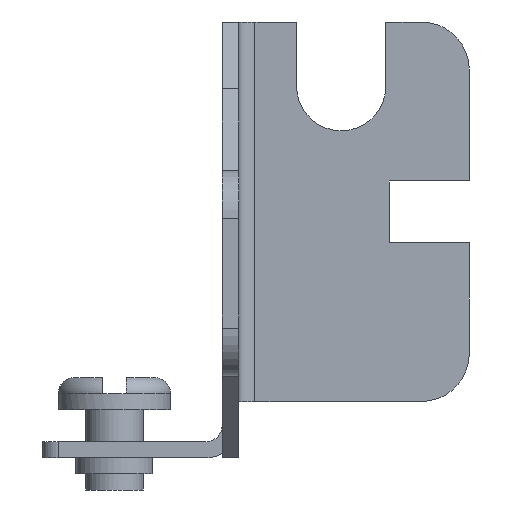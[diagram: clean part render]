
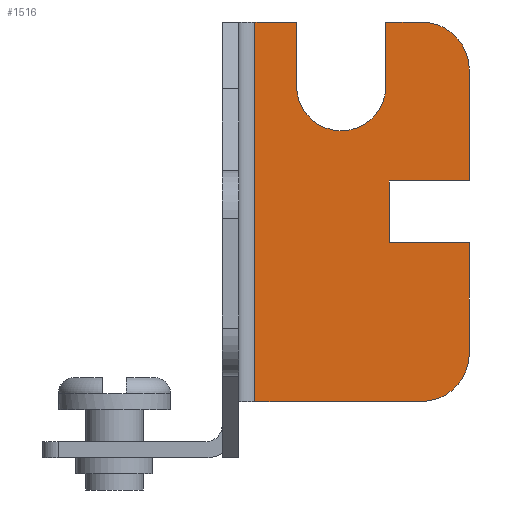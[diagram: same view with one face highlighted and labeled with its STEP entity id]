
A CAD part, front view. The second image highlights one B-rep face of the part: STEP entity #1516.
In plain terms, the highlighted face is planar.
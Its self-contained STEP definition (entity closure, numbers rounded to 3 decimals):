
#162=FACE_OUTER_BOUND('',#267,.T.);
#267=EDGE_LOOP('',(#1323,#1324,#1325,#1326,#1327,#1328,#1329,#1330,#1331,
#1332,#1333,#1334,#1335,#1336));
#290=LINE('',#2309,#420);
#314=LINE('',#2376,#444);
#383=LINE('',#2607,#513);
#385=LINE('',#2611,#515);
#387=LINE('',#2615,#517);
#389=LINE('',#2619,#519);
#391=LINE('',#2623,#521);
#394=LINE('',#2631,#524);
#396=LINE('',#2635,#526);
#399=LINE('',#2643,#529);
#401=LINE('',#2646,#531);
#420=VECTOR('',#1811,18.796);
#444=VECTOR('',#1859,8.236);
#513=VECTOR('',#2048,5.493);
#515=VECTOR('',#2052,3.969);
#517=VECTOR('',#2056,3.048);
#519=VECTOR('',#2060,3.969);
#521=VECTOR('',#2064,5.493);
#524=VECTOR('',#2073,1.759);
#526=VECTOR('',#2077,3.175);
#529=VECTOR('',#2086,3.175);
#531=VECTOR('',#2090,2.057);
#604=CIRCLE('',#1658,2.381);
#605=CIRCLE('',#1665,2.381);
#606=CIRCLE('',#1669,2.21);
#637=VERTEX_POINT('',#2302);
#640=VERTEX_POINT('',#2307);
#671=VERTEX_POINT('',#2374);
#740=VERTEX_POINT('',#2602);
#741=VERTEX_POINT('',#2606);
#742=VERTEX_POINT('',#2610);
#743=VERTEX_POINT('',#2614);
#744=VERTEX_POINT('',#2618);
#745=VERTEX_POINT('',#2622);
#746=VERTEX_POINT('',#2626);
#747=VERTEX_POINT('',#2630);
#748=VERTEX_POINT('',#2634);
#749=VERTEX_POINT('',#2638);
#750=VERTEX_POINT('',#2642);
#796=EDGE_CURVE('',#640,#637,#290,.T.);
#829=EDGE_CURVE('',#640,#671,#314,.T.);
#931=EDGE_CURVE('',#671,#740,#604,.T.);
#933=EDGE_CURVE('',#740,#741,#383,.T.);
#935=EDGE_CURVE('',#741,#742,#385,.T.);
#937=EDGE_CURVE('',#742,#743,#387,.T.);
#939=EDGE_CURVE('',#743,#744,#389,.T.);
#941=EDGE_CURVE('',#744,#745,#391,.T.);
#943=EDGE_CURVE('',#745,#746,#605,.T.);
#945=EDGE_CURVE('',#746,#747,#394,.T.);
#947=EDGE_CURVE('',#747,#748,#396,.T.);
#949=EDGE_CURVE('',#748,#749,#606,.T.);
#951=EDGE_CURVE('',#749,#750,#399,.T.);
#953=EDGE_CURVE('',#750,#637,#401,.T.);
#1323=ORIENTED_EDGE('',*,*,#796,.F.);
#1324=ORIENTED_EDGE('',*,*,#829,.T.);
#1325=ORIENTED_EDGE('',*,*,#931,.T.);
#1326=ORIENTED_EDGE('',*,*,#933,.T.);
#1327=ORIENTED_EDGE('',*,*,#935,.T.);
#1328=ORIENTED_EDGE('',*,*,#937,.T.);
#1329=ORIENTED_EDGE('',*,*,#939,.T.);
#1330=ORIENTED_EDGE('',*,*,#941,.T.);
#1331=ORIENTED_EDGE('',*,*,#943,.T.);
#1332=ORIENTED_EDGE('',*,*,#945,.T.);
#1333=ORIENTED_EDGE('',*,*,#947,.T.);
#1334=ORIENTED_EDGE('',*,*,#949,.T.);
#1335=ORIENTED_EDGE('',*,*,#951,.T.);
#1336=ORIENTED_EDGE('',*,*,#953,.T.);
#1432=PLANE('',#1671);
#1516=ADVANCED_FACE('',(#162),#1432,.T.);
#1658=AXIS2_PLACEMENT_3D('',#2603,#2043,#2044);
#1665=AXIS2_PLACEMENT_3D('',#2627,#2068,#2069);
#1669=AXIS2_PLACEMENT_3D('',#2639,#2081,#2082);
#1671=AXIS2_PLACEMENT_3D('',#2645,#2088,#2089);
#1811=DIRECTION('',(-1.,0.,0.));
#1859=DIRECTION('',(0.,1.,0.));
#2043=DIRECTION('center_axis',(0.,0.,1.));
#2044=DIRECTION('ref_axis',(0.,-1.,0.));
#2048=DIRECTION('',(-1.,0.,0.));
#2052=DIRECTION('',(0.,-1.,0.));
#2056=DIRECTION('',(-1.,0.,0.));
#2060=DIRECTION('',(0.,1.,0.));
#2064=DIRECTION('',(-1.,0.,0.));
#2068=DIRECTION('center_axis',(0.,0.,1.));
#2069=DIRECTION('ref_axis',(1.,0.,0.));
#2073=DIRECTION('',(0.,-1.,0.));
#2077=DIRECTION('',(1.,0.,0.));
#2081=DIRECTION('center_axis',(0.,0.,-1.));
#2082=DIRECTION('ref_axis',(0.,1.,0.));
#2086=DIRECTION('',(-1.,0.,0.));
#2088=DIRECTION('center_axis',(0.,0.,1.));
#2089=DIRECTION('ref_axis',(1.,0.,0.));
#2090=DIRECTION('',(0.,-1.,0.));
#2302=CARTESIAN_POINT('',(-19.177,6.96,-31.75));
#2307=CARTESIAN_POINT('',(-0.381,6.96,-31.75));
#2309=CARTESIAN_POINT('',(-9.307,6.96,-31.75));
#2374=CARTESIAN_POINT('',(-0.381,15.196,-31.75));
#2376=CARTESIAN_POINT('',(-0.381,5.334,-31.75));
#2602=CARTESIAN_POINT('',(-2.762,17.577,-31.75));
#2603=CARTESIAN_POINT('Origin',(-2.762,15.196,-31.75));
#2606=CARTESIAN_POINT('',(-8.255,17.577,-31.75));
#2607=CARTESIAN_POINT('',(-2.762,17.577,-31.75));
#2610=CARTESIAN_POINT('',(-8.255,13.608,-31.75));
#2611=CARTESIAN_POINT('',(-8.255,17.577,-31.75));
#2614=CARTESIAN_POINT('',(-11.303,13.608,-31.75));
#2615=CARTESIAN_POINT('',(-8.255,13.608,-31.75));
#2618=CARTESIAN_POINT('',(-11.303,17.577,-31.75));
#2619=CARTESIAN_POINT('',(-11.303,13.608,-31.75));
#2622=CARTESIAN_POINT('',(-16.796,17.577,-31.75));
#2623=CARTESIAN_POINT('',(-11.303,17.577,-31.75));
#2626=CARTESIAN_POINT('',(-19.177,15.196,-31.75));
#2627=CARTESIAN_POINT('Origin',(-16.796,15.196,-31.75));
#2630=CARTESIAN_POINT('',(-19.177,13.437,-31.75));
#2631=CARTESIAN_POINT('',(-19.177,15.196,-31.75));
#2634=CARTESIAN_POINT('',(-16.002,13.437,-31.75));
#2635=CARTESIAN_POINT('',(-19.177,13.437,-31.75));
#2638=CARTESIAN_POINT('',(-16.002,9.017,-31.75));
#2639=CARTESIAN_POINT('Origin',(-16.002,11.227,-31.75));
#2642=CARTESIAN_POINT('',(-19.177,9.017,-31.75));
#2643=CARTESIAN_POINT('',(-16.002,9.017,-31.75));
#2645=CARTESIAN_POINT('Origin',(-10.232,11.4,-31.75));
#2646=CARTESIAN_POINT('',(-19.177,9.017,-31.75));
